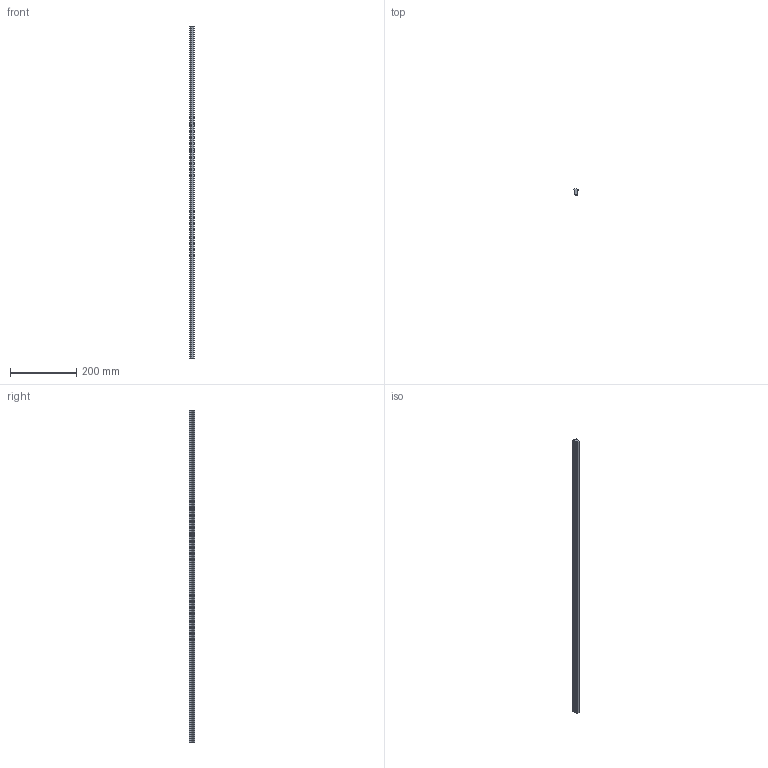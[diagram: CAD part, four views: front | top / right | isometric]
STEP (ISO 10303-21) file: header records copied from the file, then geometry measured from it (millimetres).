
FILE_DESCRIPTION (( 'STEP AP203' ), '1' );
FILE_NAME ('80500-GU-ADOK.step', '2022-07-11T08:41:26', ( '' ), ( '' ), 'SwSTEP 2.0', 'SolidWorks 2018', '' );
FILE_SCHEMA (( 'CONFIG_CONTROL_DESIGN' ));
Length unit declared in the file: millimetre
Products named in the file (1): 80500-GU-ADOK
Bounding box: 12.99 x 16.99 x 1000 mm (x, y, z)
Volume: 156268 mm3; surface area: 60550.2 mm2
Topology: 1 solids, 1 shells, 347 faces, 936 edges, 624 vertices
Faces by surface type: plane 178, bspline 151, cylinder 18
Entity records: 19113 total; most frequent: CARTESIAN_POINT 11315, ORIENTED_EDGE 1872, DIRECTION 1064, EDGE_CURVE 936, VERTEX_POINT 624, VECTOR 598, LINE 598, EDGE_LOOP 380
